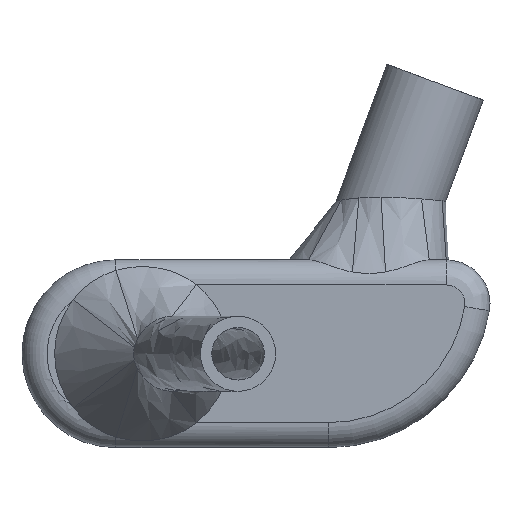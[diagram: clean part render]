
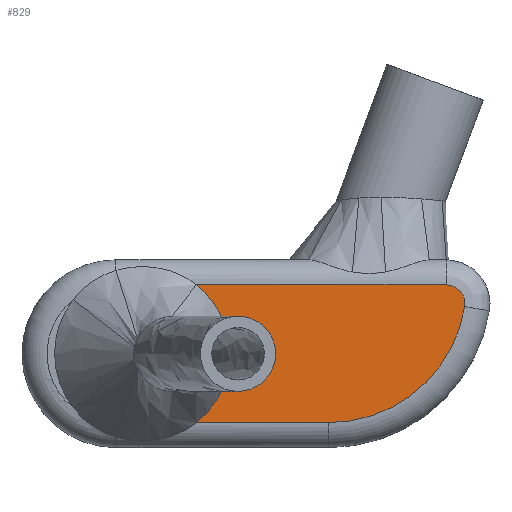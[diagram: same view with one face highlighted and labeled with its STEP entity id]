
A CAD part, front view. The second image highlights one B-rep face of the part: STEP entity #829.
In plain terms, the highlighted planar face has unit normal (0, -1, 0).
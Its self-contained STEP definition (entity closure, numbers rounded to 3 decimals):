
#35=PLANE('',#895);
#63=CIRCLE('',#893,11.);
#64=CIRCLE('',#894,1.5);
#123=FACE_OUTER_BOUND('',#176,.T.);
#176=EDGE_LOOP('',(#728,#729,#730,#731,#732));
#231=B_SPLINE_CURVE_WITH_KNOTS('',3,(#1871,#1872,#1873,#1874,#1875,#1876,
#1877,#1878),.UNSPECIFIED.,.F.,.F.,(4,1,1,1,1,4),(0.667,0.925,
1.442,1.958,2.216,2.475),
 .UNSPECIFIED.);
#251=LINE('',#1414,#292);
#274=LINE('',#1982,#315);
#292=VECTOR('',#926,10.);
#315=VECTOR('',#991,10.);
#345=VERTEX_POINT('',#1405);
#346=VERTEX_POINT('',#1413);
#376=VERTEX_POINT('',#1822);
#383=VERTEX_POINT('',#1980);
#387=VERTEX_POINT('',#2040);
#429=EDGE_CURVE('',#345,#346,#251,.T.);
#480=EDGE_CURVE('',#376,#345,#231,.T.);
#491=EDGE_CURVE('',#383,#376,#274,.T.);
#505=EDGE_CURVE('',#387,#383,#63,.T.);
#506=EDGE_CURVE('',#346,#387,#64,.T.);
#728=ORIENTED_EDGE('',*,*,#480,.F.);
#729=ORIENTED_EDGE('',*,*,#491,.F.);
#730=ORIENTED_EDGE('',*,*,#505,.F.);
#731=ORIENTED_EDGE('',*,*,#506,.F.);
#732=ORIENTED_EDGE('',*,*,#429,.F.);
#829=ADVANCED_FACE('',(#123),#35,.F.);
#893=AXIS2_PLACEMENT_3D('',#2042,#1029,#1030);
#894=AXIS2_PLACEMENT_3D('',#2058,#1031,#1032);
#895=AXIS2_PLACEMENT_3D('',#2059,#1033,#1034);
#926=DIRECTION('',(1.,0.,0.));
#991=DIRECTION('',(-1.,0.,0.));
#1029=DIRECTION('center_axis',(0.,1.,0.));
#1030=DIRECTION('ref_axis',(0.649,0.,-0.761));
#1031=DIRECTION('center_axis',(0.,1.,0.));
#1032=DIRECTION('ref_axis',(0.761,0.,0.649));
#1033=DIRECTION('center_axis',(0.,1.,0.));
#1034=DIRECTION('ref_axis',(1.,0.,0.));
#1405=CARTESIAN_POINT('',(1035.232,-6.,-235.77));
#1413=CARTESIAN_POINT('',(1055.182,-6.,-235.77));
#1414=CARTESIAN_POINT('',(1034.426,-6.,-235.77));
#1822=CARTESIAN_POINT('',(1035.232,-6.,-246.77));
#1871=CARTESIAN_POINT('Ctrl Pts',(1035.232,-6.,-246.77));
#1872=CARTESIAN_POINT('Ctrl Pts',(1035.706,-6.,-246.397));
#1873=CARTESIAN_POINT('Ctrl Pts',(1036.983,-6.,-245.096));
#1874=CARTESIAN_POINT('Ctrl Pts',(1038.161,-6.,-242.212));
#1875=CARTESIAN_POINT('Ctrl Pts',(1037.758,-6.,-239.124));
#1876=CARTESIAN_POINT('Ctrl Pts',(1036.555,-6.,-237.011));
#1877=CARTESIAN_POINT('Ctrl Pts',(1035.706,-6.,-236.143));
#1878=CARTESIAN_POINT('Ctrl Pts',(1035.232,-6.,-235.77));
#1980=CARTESIAN_POINT('',(1045.801,-6.,-246.77));
#1982=CARTESIAN_POINT('',(1049.426,-6.,-246.77));
#2040=CARTESIAN_POINT('',(1056.663,-6.,-237.507));
#2042=CARTESIAN_POINT('Origin',(1045.801,-6.,-235.77));
#2058=CARTESIAN_POINT('Origin',(1055.182,-6.,-237.27));
#2059=CARTESIAN_POINT('Origin',(1040.051,-6.,-241.27));
